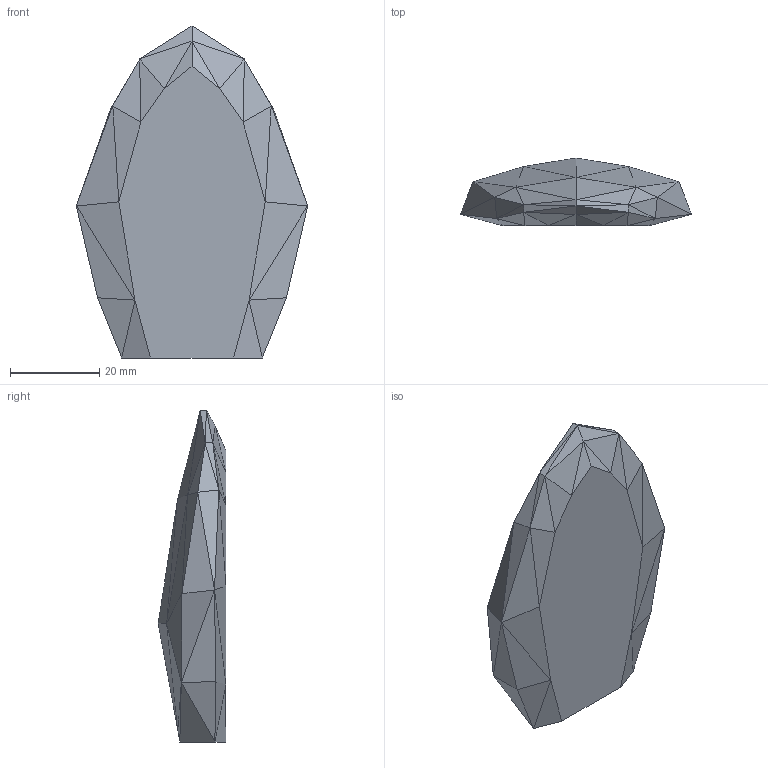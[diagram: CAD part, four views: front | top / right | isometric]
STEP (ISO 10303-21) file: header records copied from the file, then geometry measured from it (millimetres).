
FILE_DESCRIPTION(('STEP AP214'), '1');
FILE_NAME('Enclosure_3', '', ('UNSPECIFIED'), ('UNSPECIFIED'), 'ASCON STEP Converter 1.6', 'ASCON Math Kernel', '');
FILE_SCHEMA(('AUTOMOTIVE_DESIGN { 1 0 10303 214 3 1 1}'));
Length unit declared in the file: millimetre
Bounding box: 51.67 x 15.12 x 74.21 mm (x, y, z)
Volume: 27971.9 mm3; surface area: 6907.1 mm2
Topology: 1 solids, 1 shells, 68 faces, 109 edges, 43 vertices
Faces by surface type: plane 68
Entity records: 2022 total; most frequent: DIRECTION 247, CARTESIAN_POINT 240, ORIENTED_EDGE 218, EDGE_CURVE 109, LINE 109, VECTOR 109, AXIS2_PLACEMENT_3D 69, COLOUR_RGB 69
